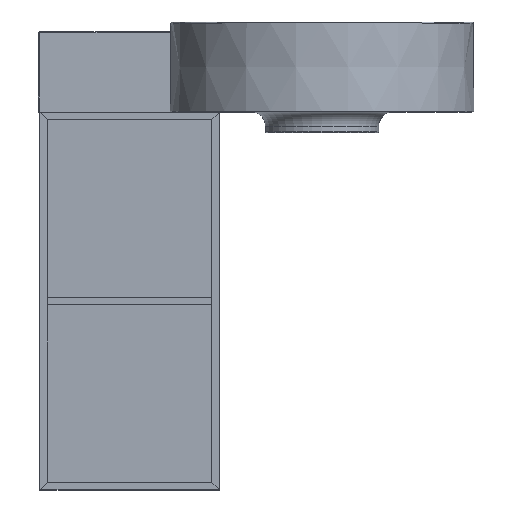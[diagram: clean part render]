
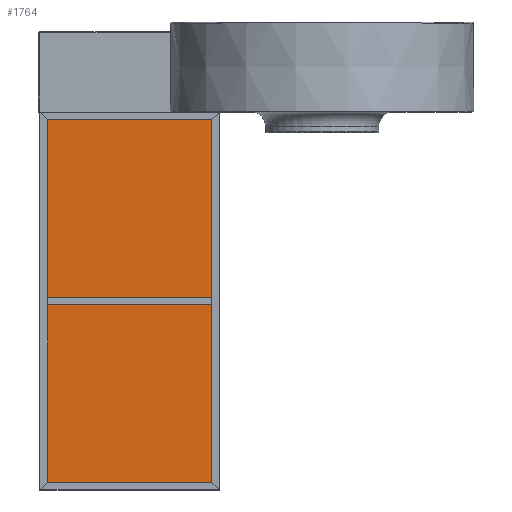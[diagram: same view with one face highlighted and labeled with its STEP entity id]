
A CAD part, top view. The second image highlights one B-rep face of the part: STEP entity #1764.
In plain terms, the highlighted planar face has unit normal (0, 0, 1).
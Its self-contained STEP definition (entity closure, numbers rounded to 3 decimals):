
#687 = DIRECTION ( 'NONE',  ( 0., -1., 0. ) ) ;
#718 = CARTESIAN_POINT ( 'NONE',  ( 187., 582.174, -111. ) ) ;
#732 = LINE ( 'NONE', #718, #5137 ) ;
#956 = EDGE_LOOP ( 'NONE', ( #1780, #1720, #1684, #1638 ) ) ;
#1050 = VERTEX_POINT ( 'NONE', #1744 ) ;
#1300 = VECTOR ( 'NONE', #2577, 1000. ) ;
#1493 = DIRECTION ( 'NONE',  ( -1., 0., 0. ) ) ;
#1555 = DIRECTION ( 'NONE',  ( 0., 0., -1. ) ) ;
#1567 = CARTESIAN_POINT ( 'NONE',  ( 3., 582.174, -111. ) ) ;
#1598 = PLANE ( 'NONE',  #10202 ) ;
#1614 = FACE_OUTER_BOUND ( 'NONE', #956, .T. ) ;
#1638 = ORIENTED_EDGE ( 'NONE', *, *, #6596, .F. ) ;
#1684 = ORIENTED_EDGE ( 'NONE', *, *, #3890, .T. ) ;
#1720 = ORIENTED_EDGE ( 'NONE', *, *, #6471, .T. ) ;
#1744 = CARTESIAN_POINT ( 'NONE',  ( 187., 397., -111. ) ) ;
#1764 = ADVANCED_FACE ( 'NONE', ( #1614 ), #1598, .F. ) ;
#1780 = ORIENTED_EDGE ( 'NONE', *, *, #10742, .F. ) ;
#2577 = DIRECTION ( 'NONE',  ( 0., -1., 0. ) ) ;
#2589 = CARTESIAN_POINT ( 'NONE',  ( 3., 582.174, -111. ) ) ;
#2630 = LINE ( 'NONE', #2589, #1300 ) ;
#2866 = CARTESIAN_POINT ( 'NONE',  ( 3., 397., -111. ) ) ;
#2967 = CARTESIAN_POINT ( 'NONE',  ( 187., 3., -111. ) ) ;
#3235 = LINE ( 'NONE', #6742, #8220 ) ;
#3890 = EDGE_CURVE ( 'NONE', #4699, #6407, #4429, .T. ) ;
#4261 = DIRECTION ( 'NONE',  ( 1., 0., 0. ) ) ;
#4374 = CARTESIAN_POINT ( 'NONE',  ( 3., 3., -111. ) ) ;
#4429 = LINE ( 'NONE', #4374, #4698 ) ;
#4698 = VECTOR ( 'NONE', #4261, 1000. ) ;
#4699 = VERTEX_POINT ( 'NONE', #5113 ) ;
#4977 = VERTEX_POINT ( 'NONE', #2866 ) ;
#5113 = CARTESIAN_POINT ( 'NONE',  ( 3., 3., -111. ) ) ;
#5137 = VECTOR ( 'NONE', #687, 1000. ) ;
#6407 = VERTEX_POINT ( 'NONE', #2967 ) ;
#6471 = EDGE_CURVE ( 'NONE', #4977, #4699, #2630, .T. ) ;
#6596 = EDGE_CURVE ( 'NONE', #1050, #6407, #732, .T. ) ;
#6742 = CARTESIAN_POINT ( 'NONE',  ( 3., 397., -111. ) ) ;
#8220 = VECTOR ( 'NONE', #10238, 1000. ) ;
#10202 = AXIS2_PLACEMENT_3D ( 'NONE', #1567, #1555, #1493 ) ;
#10238 = DIRECTION ( 'NONE',  ( 1., 0., 0. ) ) ;
#10742 = EDGE_CURVE ( 'NONE', #4977, #1050, #3235, .T. ) ;
